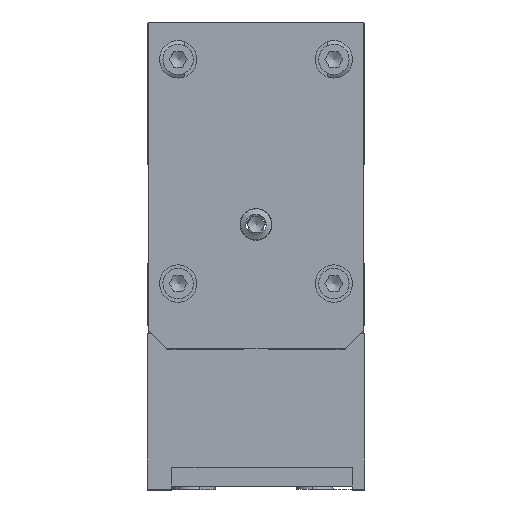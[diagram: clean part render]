
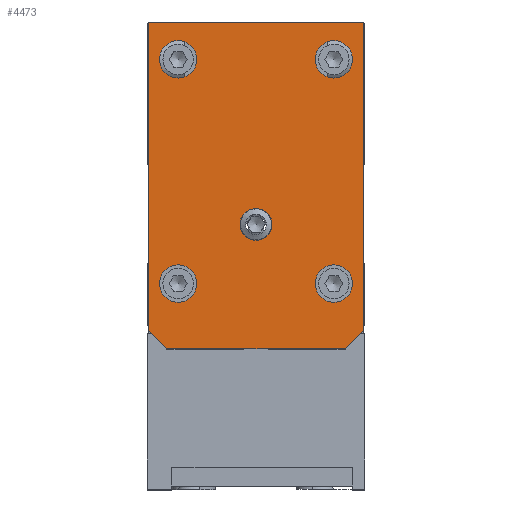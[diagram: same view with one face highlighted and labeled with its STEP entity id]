
A CAD part, top view. The second image highlights one B-rep face of the part: STEP entity #4473.
In plain terms, the highlighted planar face has unit normal (0, 0, 1).
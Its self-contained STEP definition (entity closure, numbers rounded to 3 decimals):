
#278=LINE($,#6883,#731);
#280=LINE($,#6887,#733);
#283=LINE($,#6903,#736);
#284=LINE($,#6905,#737);
#285=LINE($,#6907,#738);
#286=LINE($,#6908,#739);
#731=VECTOR($,#5527,4.243);
#733=VECTOR($,#5531,49.5);
#736=VECTOR($,#5546,28.6);
#737=VECTOR($,#5547,4.243);
#738=VECTOR($,#5548,49.5);
#739=VECTOR($,#5549,34.6);
#1134=FACE_BOUND($,#1478,.T.);
#1135=FACE_BOUND($,#1479,.T.);
#1136=FACE_BOUND($,#1480,.T.);
#1137=FACE_BOUND($,#1481,.T.);
#1138=FACE_BOUND($,#1482,.T.);
#1139=FACE_BOUND($,#1483,.T.);
#1478=EDGE_LOOP($,(#3456));
#1479=EDGE_LOOP($,(#3457));
#1480=EDGE_LOOP($,(#3458));
#1481=EDGE_LOOP($,(#3459));
#1482=EDGE_LOOP($,(#3460));
#1483=EDGE_LOOP($,(#3461,#3462,#3463,#3464,#3465,#3466));
#1726=CIRCLE($,#4838,2.567);
#1727=CIRCLE($,#4839,3.);
#1728=CIRCLE($,#4840,3.);
#1729=CIRCLE($,#4841,3.);
#1730=CIRCLE($,#4842,3.);
#2029=VERTEX_POINT($,#6880);
#2030=VERTEX_POINT($,#6882);
#2031=VERTEX_POINT($,#6886);
#2033=VERTEX_POINT($,#6892);
#2034=VERTEX_POINT($,#6894);
#2035=VERTEX_POINT($,#6896);
#2036=VERTEX_POINT($,#6898);
#2037=VERTEX_POINT($,#6900);
#2038=VERTEX_POINT($,#6902);
#2039=VERTEX_POINT($,#6904);
#2040=VERTEX_POINT($,#6906);
#2655=EDGE_CURVE($,#2029,#2030,#278,.T.);
#2657=EDGE_CURVE($,#2030,#2031,#280,.T.);
#2660=EDGE_CURVE($,#2033,#2033,#1726,.T.);
#2661=EDGE_CURVE($,#2034,#2034,#1727,.T.);
#2662=EDGE_CURVE($,#2035,#2035,#1728,.T.);
#2663=EDGE_CURVE($,#2036,#2036,#1729,.T.);
#2664=EDGE_CURVE($,#2037,#2037,#1730,.T.);
#2665=EDGE_CURVE($,#2038,#2029,#283,.T.);
#2666=EDGE_CURVE($,#2039,#2038,#284,.T.);
#2667=EDGE_CURVE($,#2040,#2039,#285,.T.);
#2668=EDGE_CURVE($,#2031,#2040,#286,.T.);
#3456=ORIENTED_EDGE($,*,*,#2660,.F.);
#3457=ORIENTED_EDGE($,*,*,#2661,.T.);
#3458=ORIENTED_EDGE($,*,*,#2662,.T.);
#3459=ORIENTED_EDGE($,*,*,#2663,.T.);
#3460=ORIENTED_EDGE($,*,*,#2664,.T.);
#3461=ORIENTED_EDGE($,*,*,#2655,.F.);
#3462=ORIENTED_EDGE($,*,*,#2665,.F.);
#3463=ORIENTED_EDGE($,*,*,#2666,.F.);
#3464=ORIENTED_EDGE($,*,*,#2667,.F.);
#3465=ORIENTED_EDGE($,*,*,#2668,.F.);
#3466=ORIENTED_EDGE($,*,*,#2657,.F.);
#4094=PLANE($,#4837);
#4473=ADVANCED_FACE($,(#1134,#1135,#1136,#1137,#1138,#1139),#4094,.T.);
#4837=AXIS2_PLACEMENT_3D($,#6891,#5534,#5535);
#4838=AXIS2_PLACEMENT_3D($,#6893,#5536,#5537);
#4839=AXIS2_PLACEMENT_3D($,#6895,#5538,#5539);
#4840=AXIS2_PLACEMENT_3D($,#6897,#5540,#5541);
#4841=AXIS2_PLACEMENT_3D($,#6899,#5542,#5543);
#4842=AXIS2_PLACEMENT_3D($,#6901,#5544,#5545);
#5527=DIRECTION($,(-0.707,0.707,0.));
#5531=DIRECTION($,(0.,1.,0.));
#5534=DIRECTION('center_axis',(0.,0.,
1.));
#5535=DIRECTION('ref_axis',(0.,-1.,0.));
#5536=DIRECTION('center_axis',(0.,0.,
1.));
#5537=DIRECTION('ref_axis',(1.,0.,0.));
#5538=DIRECTION('center_axis',(0.,0.,
-1.));
#5539=DIRECTION('ref_axis',(1.,0.,0.));
#5540=DIRECTION('center_axis',(0.,0.,
-1.));
#5541=DIRECTION('ref_axis',(1.,0.,0.));
#5542=DIRECTION('center_axis',(0.,0.,
-1.));
#5543=DIRECTION('ref_axis',(1.,0.,0.));
#5544=DIRECTION('center_axis',(0.,0.,
-1.));
#5545=DIRECTION('ref_axis',(1.,0.,0.));
#5546=DIRECTION($,(-1.,0.,0.));
#5547=DIRECTION($,(-0.707,-0.707,0.));
#5548=DIRECTION($,(0.,-1.,0.));
#5549=DIRECTION($,(1.,0.,0.));
#6880=CARTESIAN_POINT('',(-281.469,192.134,266.16));
#6882=CARTESIAN_POINT('',(-284.469,195.134,266.16));
#6883=CARTESIAN_POINT($,(-285.206,195.872,266.16));
#6886=CARTESIAN_POINT('',(-284.469,244.634,266.16));
#6887=CARTESIAN_POINT($,(-284.469,192.134,266.16));
#6891=CARTESIAN_POINT('Origin',(-267.169,218.384,266.16));
#6892=CARTESIAN_POINT('',(-269.736,212.134,266.16));
#6893=CARTESIAN_POINT('Origin',(-267.169,212.134,266.16));
#6894=CARTESIAN_POINT('',(-276.669,202.634,266.16));
#6895=CARTESIAN_POINT('Origin',(-279.669,202.634,266.16));
#6896=CARTESIAN_POINT('',(-276.669,238.634,266.16));
#6897=CARTESIAN_POINT('Origin',(-279.669,238.634,266.16));
#6898=CARTESIAN_POINT('',(-251.669,238.634,266.16));
#6899=CARTESIAN_POINT('Origin',(-254.669,238.634,266.16));
#6900=CARTESIAN_POINT('',(-251.669,202.634,266.16));
#6901=CARTESIAN_POINT('Origin',(-254.669,202.634,266.16));
#6902=CARTESIAN_POINT('',(-252.869,192.134,266.16));
#6903=CARTESIAN_POINT($,(-249.869,192.134,266.16));
#6904=CARTESIAN_POINT('',(-249.869,195.134,266.16));
#6905=CARTESIAN_POINT($,(-249.131,195.872,266.16));
#6906=CARTESIAN_POINT('',(-249.869,244.634,266.16));
#6907=CARTESIAN_POINT($,(-249.869,244.634,266.16));
#6908=CARTESIAN_POINT($,(-284.469,244.634,266.16));
